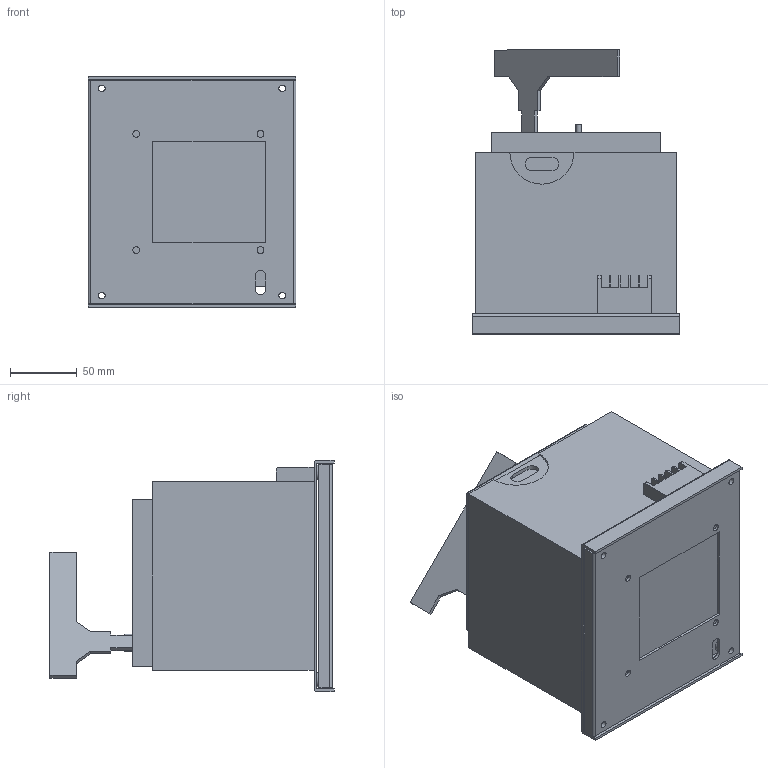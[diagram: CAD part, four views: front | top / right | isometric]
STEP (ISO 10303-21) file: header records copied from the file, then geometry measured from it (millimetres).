
FILE_DESCRIPTION (( 'STEP AP214' ), '1' );
FILE_NAME ('椿40.STEP', '2018-06-12T21:31:47', ( '' ), ( '' ), 'SwSTEP 2.0', 'SolidWorks 2014', '' );
FILE_SCHEMA (( 'AUTOMOTIVE_DESIGN' ));
Length unit declared in the file: millimetre
Products named in the file (1): 椿40
Bounding box: 155.5 x 212.61 x 173 mm (x, y, z)
Volume: 2924460.2 mm3; surface area: 216279.1 mm2
Topology: 3 solids, 3 shells, 181 faces, 476 edges, 318 vertices
Faces by surface type: plane 133, cylinder 44, torus 4
Full cylindrical faces by diameter (mm): 3 x5, 5 x12, 10.6 x4, 15 x1
Entity records: 7457 total; most frequent: CARTESIAN_POINT 932, DIRECTION 900, ORIENTED_EDGE 882, EDGE_CURVE 441, VECTOR 346, LINE 346, VERTEX_POINT 309, AXIS2_PLACEMENT_3D 277
